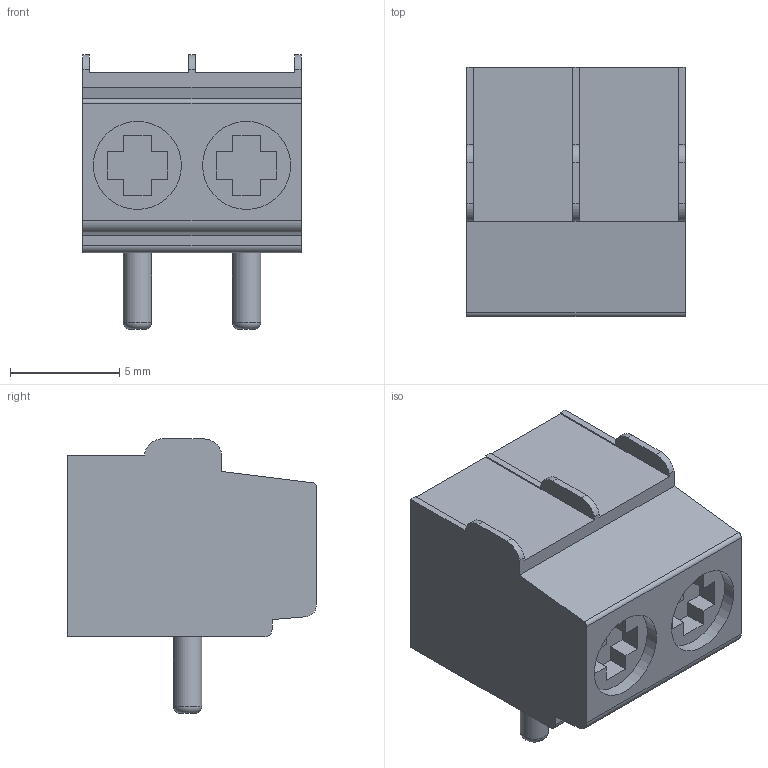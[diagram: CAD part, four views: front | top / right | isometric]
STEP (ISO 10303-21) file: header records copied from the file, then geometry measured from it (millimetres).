
FILE_DESCRIPTION(/* description */ (''),/* implementation_level */ '2;1');
FILE_NAME(/* name */ '1935310.step',/* time_stamp */ '2018-09-23T13:45:30-05:00',/* author */ ('bmboucher'),/* organization */ (''),/* preprocessor_version */ 'ST-DEVELOPER v17.2',/* originating_system */ 'Autodesk Translation Framework v7.6.0.251',/* authorisation */ '');
FILE_SCHEMA (('AUTOMOTIVE_DESIGN { 1 0 10303 214 3 1 1 }'));
Length unit declared in the file: millimetre
Products named in the file (1): 1935310
Bounding box: 10 x 11.4 x 12.56 mm (x, y, z)
Volume: 865.4 mm3; surface area: 640.5 mm2
Topology: 1 solids, 1 shells, 66 faces, 176 edges, 118 vertices
Faces by surface type: plane 51, cylinder 13, torus 2
Full cylindrical faces by diameter (mm): 1.3 x2, 4.03 x2
Entity records: 2138 total; most frequent: CARTESIAN_POINT 361, ORIENTED_EDGE 352, DIRECTION 344, EDGE_CURVE 176, LINE 142, VECTOR 142, VERTEX_POINT 118, AXIS2_PLACEMENT_3D 101
